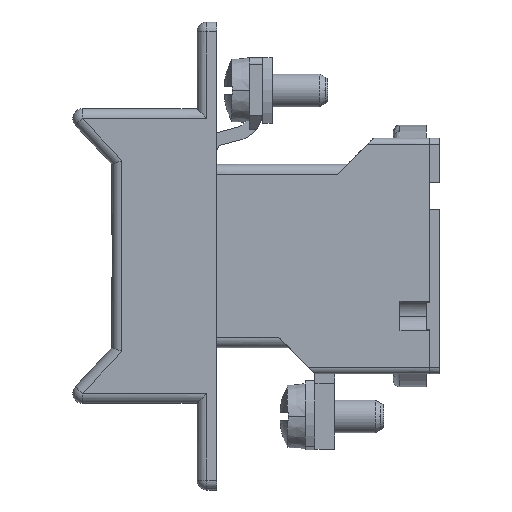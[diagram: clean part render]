
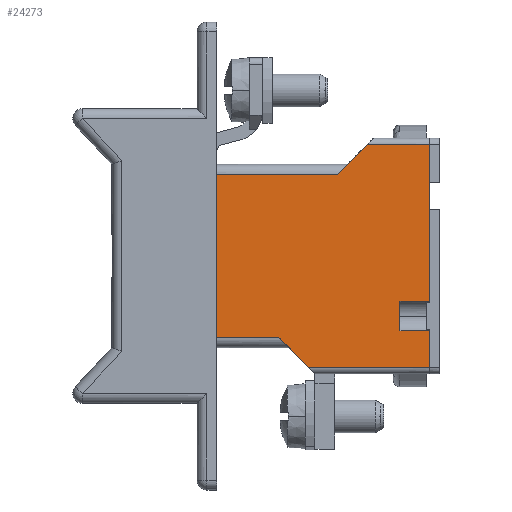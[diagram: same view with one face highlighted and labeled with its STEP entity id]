
A CAD part, left-side view. The second image highlights one B-rep face of the part: STEP entity #24273.
In plain terms, the highlighted planar face has unit normal (-1, 0, 0).
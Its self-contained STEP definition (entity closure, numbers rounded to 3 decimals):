
#18670=DIRECTION('',(0.,0.,-1.));
#18671=VECTOR('',#18670,25.);
#18672=CARTESIAN_POINT('',(-40.35,34.,12.5));
#18673=LINE('',#18672,#18671);
#19787=DIRECTION('',(0.,-1.,0.));
#19788=VECTOR('',#19787,9.5);
#19789=CARTESIAN_POINT('',(-40.35,34.,-12.5));
#19790=LINE('',#19789,#19788);
#19806=DIRECTION('',(0.,-1.,0.));
#19807=VECTOR('',#19806,4.5);
#19808=CARTESIAN_POINT('',(-40.35,6.,-11.442));
#19809=LINE('',#19808,#19807);
#19813=DIRECTION('',(0.,0.707,0.707));
#19814=VECTOR('',#19813,6.364);
#19815=CARTESIAN_POINT('',(-40.35,20.,-17.));
#19816=LINE('',#19815,#19814);
#19820=DIRECTION('',(0.,-0.707,0.707));
#19821=VECTOR('',#19820,6.364);
#19822=CARTESIAN_POINT('',(-40.35,15.5,12.5));
#19823=LINE('',#19822,#19821);
#19827=DIRECTION('',(0.,-1.,0.));
#19828=VECTOR('',#19827,4.5);
#19829=CARTESIAN_POINT('',(-40.35,6.,-6.942));
#19830=LINE('',#19829,#19828);
#19848=DIRECTION('',(0.,0.,1.));
#19849=VECTOR('',#19848,23.942);
#19850=CARTESIAN_POINT('',(-40.35,1.5,-6.942));
#19851=LINE('',#19850,#19849);
#19893=CARTESIAN_POINT('',(-40.35,11.,17.));
#19912=DIRECTION('',(0.,1.,0.));
#19913=VECTOR('',#19912,9.5);
#19914=CARTESIAN_POINT('',(-40.35,1.5,17.));
#19915=LINE('',#19914,#19913);
#21102=DIRECTION('',(0.,0.,1.));
#21103=VECTOR('',#21102,5.558);
#21104=CARTESIAN_POINT('',(-40.35,1.5,-17.));
#21105=LINE('',#21104,#21103);
#21116=DIRECTION('',(0.,0.,1.));
#21117=VECTOR('',#21116,4.5);
#21118=CARTESIAN_POINT('',(-40.35,6.,-11.442));
#21119=LINE('',#21118,#21117);
#21423=DIRECTION('',(0.,-1.,0.));
#21424=VECTOR('',#21423,18.5);
#21425=CARTESIAN_POINT('',(-40.35,20.,-17.));
#21426=LINE('',#21425,#21424);
#21882=DIRECTION('',(0.,1.,0.));
#21883=VECTOR('',#21882,18.5);
#21884=CARTESIAN_POINT('',(-40.35,15.5,12.5));
#21885=LINE('',#21884,#21883);
#22217=CARTESIAN_POINT('',(-40.35,34.,12.5));
#22218=VERTEX_POINT('',#22217);
#22219=CARTESIAN_POINT('',(-40.35,34.,-12.5));
#22220=VERTEX_POINT('',#22219);
#22405=VERTEX_POINT('',#19893);
#22406=CARTESIAN_POINT('',(-40.35,15.5,12.5));
#22407=VERTEX_POINT('',#22406);
#22408=CARTESIAN_POINT('',(-40.35,6.,-6.942));
#22409=CARTESIAN_POINT('',(-40.35,1.5,-6.942));
#22410=VERTEX_POINT('',#22408);
#22411=VERTEX_POINT('',#22409);
#22412=CARTESIAN_POINT('',(-40.35,6.,-11.442));
#22413=VERTEX_POINT('',#22412);
#22414=CARTESIAN_POINT('',(-40.35,1.5,-11.442));
#22415=VERTEX_POINT('',#22414);
#22416=CARTESIAN_POINT('',(-40.35,1.5,-17.));
#22417=VERTEX_POINT('',#22416);
#22418=CARTESIAN_POINT('',(-40.35,20.,-17.));
#22419=VERTEX_POINT('',#22418);
#22420=CARTESIAN_POINT('',(-40.35,24.5,-12.5));
#22421=VERTEX_POINT('',#22420);
#22422=CARTESIAN_POINT('',(-40.35,1.5,17.));
#22423=VERTEX_POINT('',#22422);
#24245=CARTESIAN_POINT('',(-40.35,0.,-18.));
#24246=DIRECTION('',(-1.,0.,0.));
#24247=DIRECTION('',(0.,0.,1.));
#24248=AXIS2_PLACEMENT_3D('',#24245,#24246,#24247);
#24249=PLANE('',#24248);
#24251=ORIENTED_EDGE('',*,*,#24250,.F.);
#24253=ORIENTED_EDGE('',*,*,#24252,.F.);
#24255=ORIENTED_EDGE('',*,*,#24254,.T.);
#24257=ORIENTED_EDGE('',*,*,#24256,.F.);
#24259=ORIENTED_EDGE('',*,*,#24258,.F.);
#24260=ORIENTED_EDGE('',*,*,#24208,.T.);
#24261=ORIENTED_EDGE('',*,*,#24232,.F.);
#24262=ORIENTED_EDGE('',*,*,#23094,.F.);
#24264=ORIENTED_EDGE('',*,*,#24263,.F.);
#24266=ORIENTED_EDGE('',*,*,#24265,.T.);
#24268=ORIENTED_EDGE('',*,*,#24267,.F.);
#24270=ORIENTED_EDGE('',*,*,#24269,.F.);
#24271=EDGE_LOOP('',(#24251,#24253,#24255,#24257,#24259,#24260,#24261,#24262,
#24264,#24266,#24268,#24270));
#24272=FACE_OUTER_BOUND('',#24271,.F.);
#23094=EDGE_CURVE('',#22218,#22220,#18673,.T.);
#24208=EDGE_CURVE('',#22419,#22421,#19816,.T.);
#24232=EDGE_CURVE('',#22220,#22421,#19790,.T.);
#24250=EDGE_CURVE('',#22410,#22411,#19830,.T.);
#24252=EDGE_CURVE('',#22413,#22410,#21119,.T.);
#24254=EDGE_CURVE('',#22413,#22415,#19809,.T.);
#24256=EDGE_CURVE('',#22417,#22415,#21105,.T.);
#24258=EDGE_CURVE('',#22419,#22417,#21426,.T.);
#24263=EDGE_CURVE('',#22407,#22218,#21885,.T.);
#24265=EDGE_CURVE('',#22407,#22405,#19823,.T.);
#24267=EDGE_CURVE('',#22423,#22405,#19915,.T.);
#24269=EDGE_CURVE('',#22411,#22423,#19851,.T.);
#24273=ADVANCED_FACE('',(#24272),#24249,.T.);
